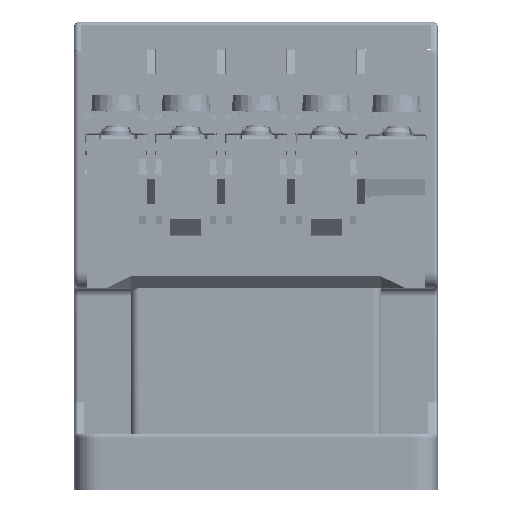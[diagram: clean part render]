
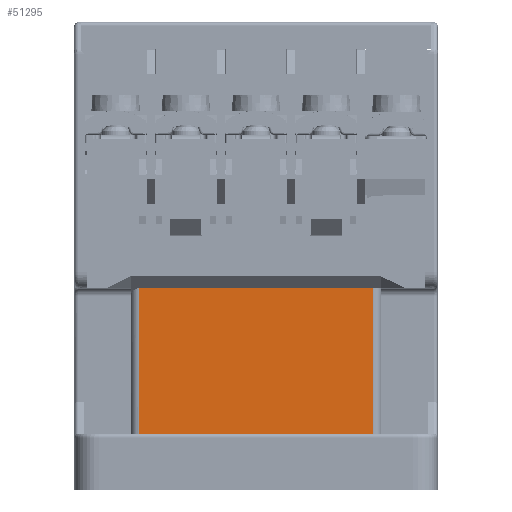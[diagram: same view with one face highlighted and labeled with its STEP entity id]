
A CAD part, front view. The second image highlights one B-rep face of the part: STEP entity #51295.
In plain terms, the highlighted planar face has unit normal (0, -1, 0).
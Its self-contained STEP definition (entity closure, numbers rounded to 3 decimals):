
#345=DIRECTION('',(1.,0.,0.));
#346=VECTOR('',#345,29.);
#347=CARTESIAN_POINT('',(-14.5,-22.,7.));
#348=LINE('',#347,#346);
#481=DIRECTION('',(0.,0.,-1.));
#482=VECTOR('',#481,18.);
#483=CARTESIAN_POINT('',(-14.5,-22.,25.));
#484=LINE('',#483,#482);
#495=DIRECTION('',(1.,0.,0.));
#496=VECTOR('',#495,29.);
#497=CARTESIAN_POINT('',(-14.5,-22.,25.));
#498=LINE('',#497,#496);
#7840=DIRECTION('',(0.,0.,1.));
#7841=VECTOR('',#7840,18.);
#7842=CARTESIAN_POINT('',(14.5,-22.,7.));
#7843=LINE('',#7842,#7841);
#44213=CARTESIAN_POINT('',(-14.5,-22.,7.));
#44214=VERTEX_POINT('',#44213);
#44215=CARTESIAN_POINT('',(14.5,-22.,7.));
#44216=VERTEX_POINT('',#44215);
#46959=CARTESIAN_POINT('',(14.5,-22.,25.));
#46960=VERTEX_POINT('',#46959);
#47001=CARTESIAN_POINT('',(-14.5,-22.,25.));
#47002=VERTEX_POINT('',#47001);
#51282=CARTESIAN_POINT('',(15.5,-22.,7.));
#51283=DIRECTION('',(0.,1.,0.));
#51284=DIRECTION('',(-1.,0.,0.));
#51285=AXIS2_PLACEMENT_3D('',#51282,#51283,#51284);
#51286=PLANE('',#51285);
#51287=ORIENTED_EDGE('',*,*,#51273,.F.);
#51289=ORIENTED_EDGE('',*,*,#51288,.T.);
#51291=ORIENTED_EDGE('',*,*,#51290,.F.);
#51292=ORIENTED_EDGE('',*,*,#51184,.F.);
#51293=EDGE_LOOP('',(#51287,#51289,#51291,#51292));
#51294=FACE_OUTER_BOUND('',#51293,.F.);
#51184=EDGE_CURVE('',#44214,#44216,#348,.T.);
#51273=EDGE_CURVE('',#47002,#44214,#484,.T.);
#51288=EDGE_CURVE('',#47002,#46960,#498,.T.);
#51290=EDGE_CURVE('',#44216,#46960,#7843,.T.);
#51295=ADVANCED_FACE('',(#51294),#51286,.F.);
